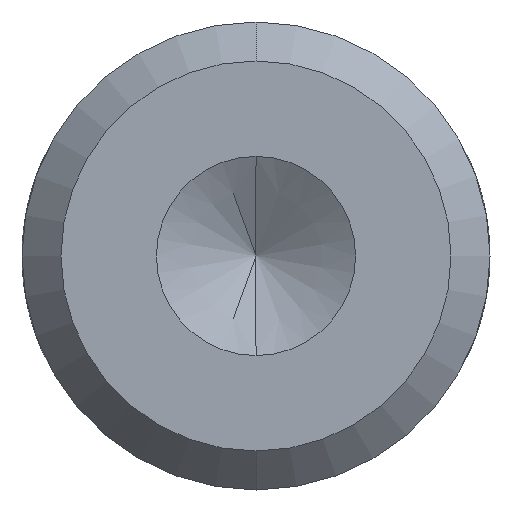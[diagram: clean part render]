
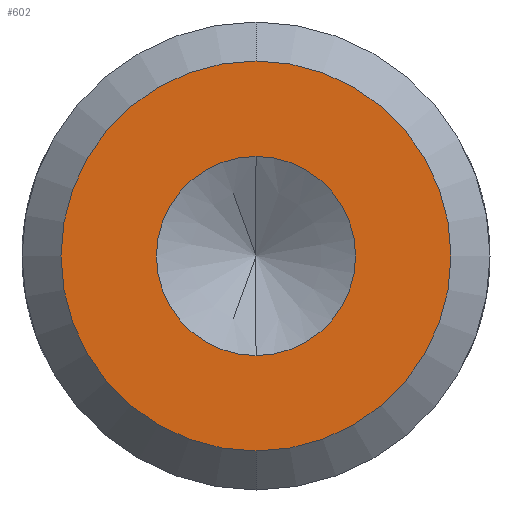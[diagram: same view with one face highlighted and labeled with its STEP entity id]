
A CAD part, front view. The second image highlights one B-rep face of the part: STEP entity #602.
In plain terms, the highlighted planar face has unit normal (0, -1, 0).
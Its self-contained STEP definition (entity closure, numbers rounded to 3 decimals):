
#12 = CARTESIAN_POINT ( 'NONE',  ( 0., 0., -5. ) ) ;
#20 = FACE_OUTER_BOUND ( 'NONE', #982, .T. ) ;
#32 = DIRECTION ( 'NONE',  ( 0., 0., -1. ) ) ;
#45 = CIRCLE ( 'NONE', #781, 5. ) ;
#50 = VERTEX_POINT ( 'NONE', #715 ) ;
#66 = VERTEX_POINT ( 'NONE', #12 ) ;
#68 = EDGE_CURVE ( 'NONE', #451, #430, #681, .T. ) ;
#74 = CIRCLE ( 'NONE', #333, 2.553 ) ;
#105 = CARTESIAN_POINT ( 'NONE',  ( 0., 0., 0. ) ) ;
#133 = CARTESIAN_POINT ( 'NONE',  ( 0., 0., 0. ) ) ;
#152 = EDGE_CURVE ( 'NONE', #66, #50, #45, .T. ) ;
#154 = ORIENTED_EDGE ( 'NONE', *, *, #943, .T. ) ;
#238 = DIRECTION ( 'NONE',  ( 0., -1., 0. ) ) ;
#251 = DIRECTION ( 'NONE',  ( 0., 0., -1. ) ) ;
#257 = CARTESIAN_POINT ( 'NONE',  ( 0., 0., 2.553 ) ) ;
#285 = EDGE_LOOP ( 'NONE', ( #644, #716 ) ) ;
#300 = DIRECTION ( 'NONE',  ( 0., 0., -1. ) ) ;
#333 = AXIS2_PLACEMENT_3D ( 'NONE', #133, #411, #251 ) ;
#357 = EDGE_CURVE ( 'NONE', #430, #451, #74, .T. ) ;
#411 = DIRECTION ( 'NONE',  ( 0., -1., 0. ) ) ;
#419 = CARTESIAN_POINT ( 'NONE',  ( 0., 0., 0. ) ) ;
#430 = VERTEX_POINT ( 'NONE', #257 ) ;
#451 = VERTEX_POINT ( 'NONE', #909 ) ;
#457 = ORIENTED_EDGE ( 'NONE', *, *, #152, .T. ) ;
#538 = AXIS2_PLACEMENT_3D ( 'NONE', #692, #1007, #300 ) ;
#547 = DIRECTION ( 'NONE',  ( 0., 0., -1. ) ) ;
#602 = ADVANCED_FACE ( 'NONE', ( #711, #20 ), #947, .F. ) ;
#635 = DIRECTION ( 'NONE',  ( 0., 0., 1. ) ) ;
#638 = CARTESIAN_POINT ( 'NONE',  ( 0., 0., 0. ) ) ;
#639 = DIRECTION ( 'NONE',  ( 0., 1., 0. ) ) ;
#644 = ORIENTED_EDGE ( 'NONE', *, *, #68, .F. ) ;
#656 = DIRECTION ( 'NONE',  ( 0., -1., 0. ) ) ;
#681 = CIRCLE ( 'NONE', #831, 2.553 ) ;
#692 = CARTESIAN_POINT ( 'NONE',  ( 0., 0., 0. ) ) ;
#711 = FACE_BOUND ( 'NONE', #285, .T. ) ;
#715 = CARTESIAN_POINT ( 'NONE',  ( 0., 0., 5. ) ) ;
#716 = ORIENTED_EDGE ( 'NONE', *, *, #357, .F. ) ;
#781 = AXIS2_PLACEMENT_3D ( 'NONE', #419, #656, #32 ) ;
#831 = AXIS2_PLACEMENT_3D ( 'NONE', #638, #238, #547 ) ;
#846 = AXIS2_PLACEMENT_3D ( 'NONE', #105, #639, #635 ) ;
#876 = CIRCLE ( 'NONE', #538, 5. ) ;
#909 = CARTESIAN_POINT ( 'NONE',  ( 0., 0., -2.553 ) ) ;
#943 = EDGE_CURVE ( 'NONE', #50, #66, #876, .T. ) ;
#947 = PLANE ( 'NONE',  #846 ) ;
#982 = EDGE_LOOP ( 'NONE', ( #154, #457 ) ) ;
#1007 = DIRECTION ( 'NONE',  ( 0., -1., 0. ) ) ;
